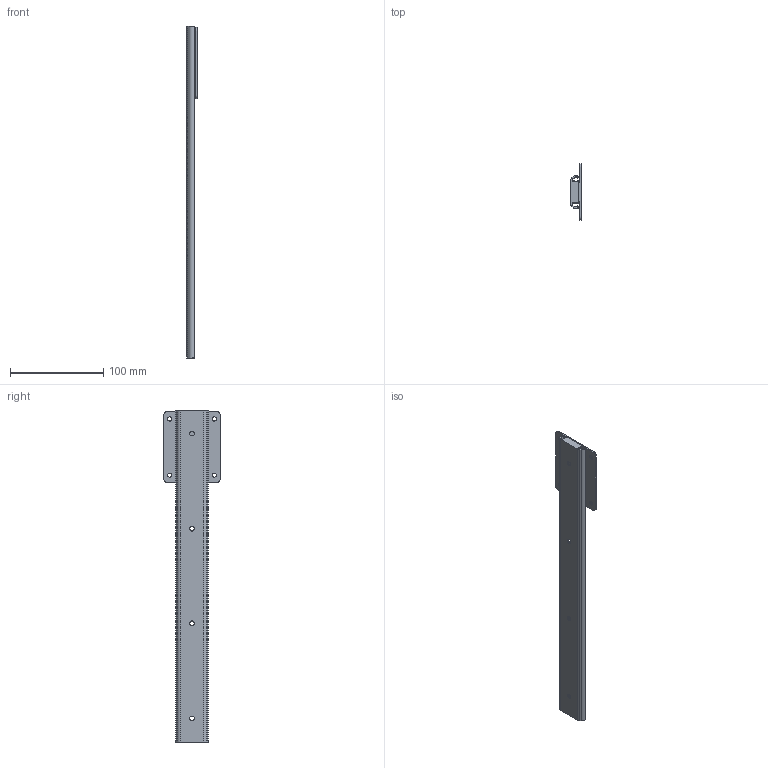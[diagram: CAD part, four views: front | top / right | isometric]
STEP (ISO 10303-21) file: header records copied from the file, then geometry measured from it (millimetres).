
FILE_DESCRIPTION (( 'STEP AP203' ), '1' );
FILE_NAME ('3511-14#3.STEP', '2021-01-29T05:57:24', ( '' ), ( '' ), 'SwSTEP 2.0', 'SolidWorks 2019', '' );
FILE_SCHEMA (( 'CONFIG_CONTROL_DESIGN' ));
Length unit declared in the file: millimetre
Products named in the file (3): IM #3; 3511-14#3; OM-3511-14 
Assembly tree (2 placements, depth 2):
  3511-14#3
    OM-3511-14 
    IM #3
Bounding box: 11.2 x 60.4 x 355.6 mm (x, y, z)
Volume: 37206 mm3; surface area: 45730.2 mm2
Topology: 2 solids, 2 shells, 98 faces, 276 edges, 184 vertices
Faces by surface type: cylinder 54, plane 44
Entity records: 3721 total; most frequent: CARTESIAN_POINT 775, DIRECTION 570, ORIENTED_EDGE 552, EDGE_CURVE 276, AXIS2_PLACEMENT_3D 207, VERTEX_POINT 184, LINE 156, VECTOR 156
